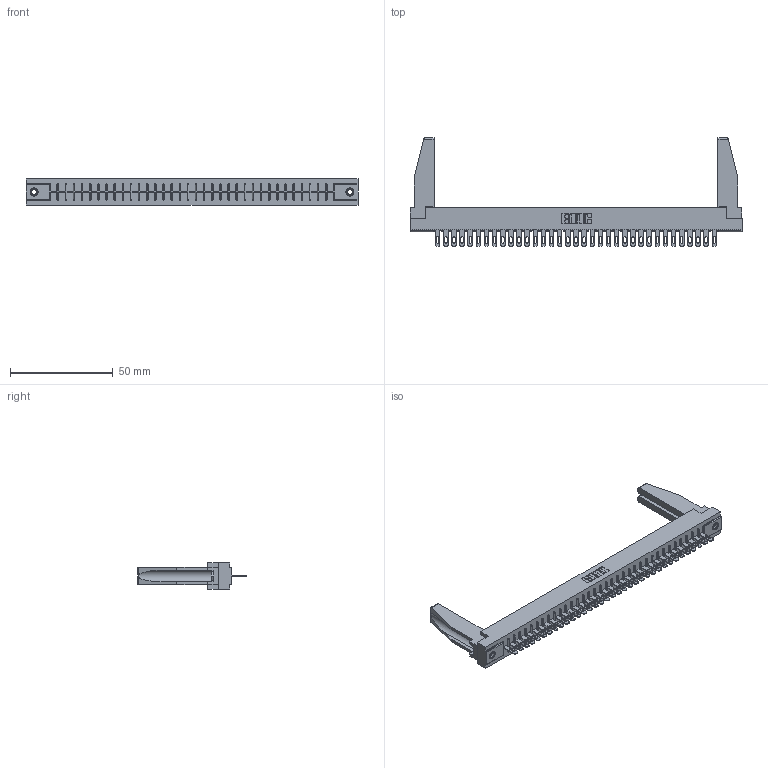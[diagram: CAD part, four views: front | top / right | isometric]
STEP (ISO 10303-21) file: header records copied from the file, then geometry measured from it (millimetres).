
FILE_DESCRIPTION (( 'STEP AP203' ), '1' );
FILE_NAME ('356-035-400-178.STEP', '2020-09-23T22:22:30', ( '' ), ( '' ), 'SwSTEP 2.0', 'SolidWorks 2020', '' );
FILE_SCHEMA (( 'CONFIG_CONTROL_DESIGN' ));
Length unit declared in the file: inch
Products named in the file (5): 356-035-400-178; 345-250-001_345-250-001-102; 306 Part_.156 Dia; 306-290-001_100; 307-220-078
Assembly tree (40 placements, depth 2):
  356-035-400-178
    306 Part_.156 Dia
    306-290-001_100  x35
    345-250-001_345-250-001-102  x2
    307-220-078  x2
Bounding box: 161.7 x 52.91 x 12.7 mm (x, y, z)
Volume: 21922.3 mm3; surface area: 22777.2 mm2
Topology: 40 solids, 40 shells, 2906 faces, 8171 edges, 5250 vertices
Faces by surface type: plane 1902, cylinder 848, sphere 140, cone 12, torus 4
Entity records: 36149 total; most frequent: CARTESIAN_POINT 6070, ORIENTED_EDGE 5976, DIRECTION 5938, EDGE_CURVE 2988, LINE 2334, VECTOR 2334, VERTEX_POINT 1892, AXIS2_PLACEMENT_3D 1802
